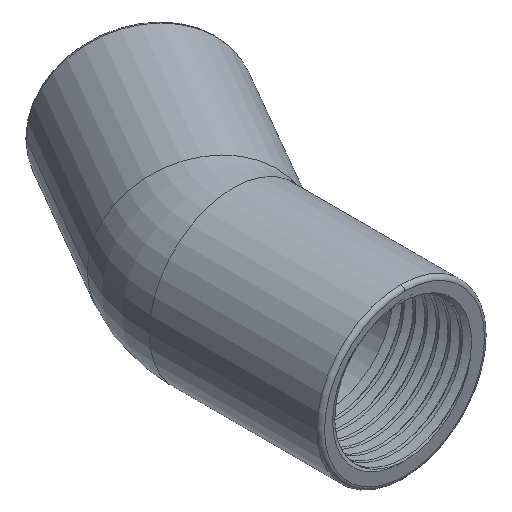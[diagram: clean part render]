
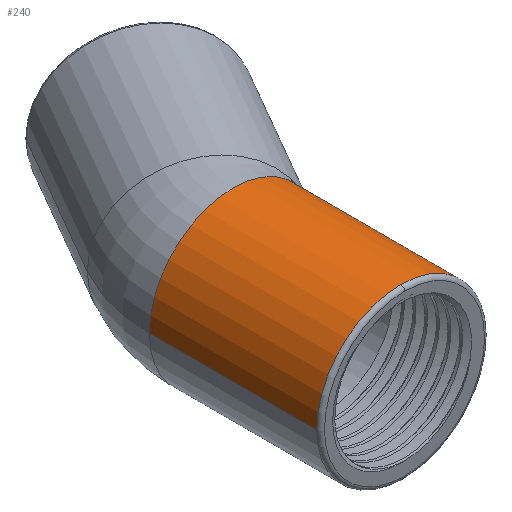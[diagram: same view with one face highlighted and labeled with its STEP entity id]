
A CAD part, isometric view. The second image highlights one B-rep face of the part: STEP entity #240.
In plain terms, the highlighted cylindrical face has radius 10.8 mm (diameter 21.6 mm), a partial arc.
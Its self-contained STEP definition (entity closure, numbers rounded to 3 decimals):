
#18 = ORIENTED_EDGE ( 'NONE', *, *, #1263, .F. ) ;
#212 = DIRECTION ( 'NONE',  ( 0., 1., 0. ) ) ;
#240 = ADVANCED_FACE ( 'NONE', ( #4104 ), #4395, .T. ) ;
#270 = CARTESIAN_POINT ( 'NONE',  ( 0., 0.5, 0. ) ) ;
#352 = VECTOR ( 'NONE', #3509, 1000. ) ;
#434 = AXIS2_PLACEMENT_3D ( 'NONE', #270, #629, #2976 ) ;
#455 = CARTESIAN_POINT ( 'NONE',  ( 0., 0.5, 0. ) ) ;
#555 = VECTOR ( 'NONE', #1600, 1000. ) ;
#629 = DIRECTION ( 'NONE',  ( 0., 1., 0. ) ) ;
#647 = DIRECTION ( 'NONE',  ( -1., 0., 0. ) ) ;
#719 = DIRECTION ( 'NONE',  ( 0., 1., 0. ) ) ;
#760 = EDGE_CURVE ( 'NONE', #1928, #1869, #3109, .T. ) ;
#799 = LINE ( 'NONE', #2135, #352 ) ;
#944 = ORIENTED_EDGE ( 'NONE', *, *, #4295, .F. ) ;
#1190 = DIRECTION ( 'NONE',  ( 0., 0., 1. ) ) ;
#1192 = VERTEX_POINT ( 'NONE', #3654 ) ;
#1263 = EDGE_CURVE ( 'NONE', #3174, #3049, #1897, .T. ) ;
#1347 = CARTESIAN_POINT ( 'NONE',  ( 0., 0., 0. ) ) ;
#1360 = EDGE_LOOP ( 'NONE', ( #3062, #4425, #3584, #944, #18 ) ) ;
#1600 = DIRECTION ( 'NONE',  ( 0., 1., 0. ) ) ;
#1729 = EDGE_CURVE ( 'NONE', #3174, #1928, #4461, .T. ) ;
#1869 = VERTEX_POINT ( 'NONE', #3386 ) ;
#1897 = LINE ( 'NONE', #2259, #555 ) ;
#1928 = VERTEX_POINT ( 'NONE', #1994 ) ;
#1994 = CARTESIAN_POINT ( 'NONE',  ( 0., 0.5, 10.8 ) ) ;
#2119 = CARTESIAN_POINT ( 'NONE',  ( 0., 22.053, 0. ) ) ;
#2135 = CARTESIAN_POINT ( 'NONE',  ( 10.8, 0., 0. ) ) ;
#2169 = EDGE_CURVE ( 'NONE', #1869, #1192, #799, .T. ) ;
#2259 = CARTESIAN_POINT ( 'NONE',  ( -10.8, 0., 0. ) ) ;
#2369 = DIRECTION ( 'NONE',  ( 0., 1., 0. ) ) ;
#2512 = AXIS2_PLACEMENT_3D ( 'NONE', #455, #212, #1190 ) ;
#2816 = CIRCLE ( 'NONE', #3103, 10.8 ) ;
#2863 = DIRECTION ( 'NONE',  ( 0., 0., 1. ) ) ;
#2976 = DIRECTION ( 'NONE',  ( 0., 0., 1. ) ) ;
#3049 = VERTEX_POINT ( 'NONE', #3460 ) ;
#3062 = ORIENTED_EDGE ( 'NONE', *, *, #1729, .T. ) ;
#3103 = AXIS2_PLACEMENT_3D ( 'NONE', #2119, #719, #2863 ) ;
#3109 = CIRCLE ( 'NONE', #434, 10.8 ) ;
#3122 = AXIS2_PLACEMENT_3D ( 'NONE', #1347, #2369, #647 ) ;
#3174 = VERTEX_POINT ( 'NONE', #4123 ) ;
#3386 = CARTESIAN_POINT ( 'NONE',  ( 10.8, 0.5, 0. ) ) ;
#3460 = CARTESIAN_POINT ( 'NONE',  ( -10.8, 22.053, 0. ) ) ;
#3509 = DIRECTION ( 'NONE',  ( 0., 1., 0. ) ) ;
#3584 = ORIENTED_EDGE ( 'NONE', *, *, #2169, .T. ) ;
#3654 = CARTESIAN_POINT ( 'NONE',  ( 10.8, 22.053, 0. ) ) ;
#4104 = FACE_OUTER_BOUND ( 'NONE', #1360, .T. ) ;
#4123 = CARTESIAN_POINT ( 'NONE',  ( -10.8, 0.5, 0. ) ) ;
#4295 = EDGE_CURVE ( 'NONE', #3049, #1192, #2816, .T. ) ;
#4395 = CYLINDRICAL_SURFACE ( 'NONE', #3122, 10.8 ) ;
#4425 = ORIENTED_EDGE ( 'NONE', *, *, #760, .T. ) ;
#4461 = CIRCLE ( 'NONE', #2512, 10.8 ) ;
